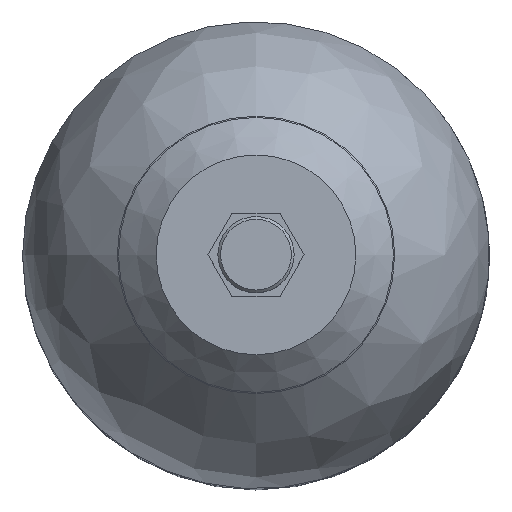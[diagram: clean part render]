
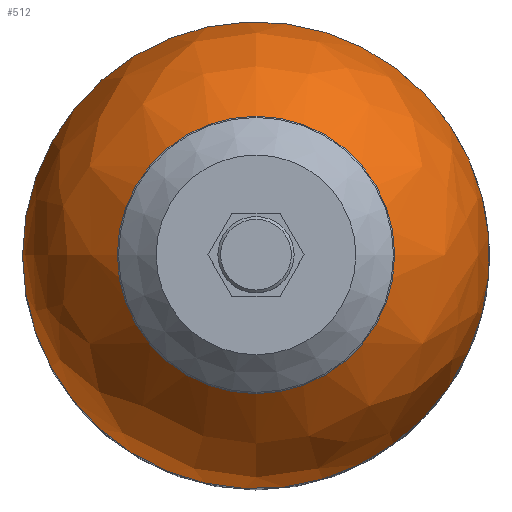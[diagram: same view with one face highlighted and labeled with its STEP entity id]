
A CAD part, top view. The second image highlights one B-rep face of the part: STEP entity #512.
In plain terms, the highlighted free-form (B-spline) face has degree [3, 3] with [4, 7] control points.
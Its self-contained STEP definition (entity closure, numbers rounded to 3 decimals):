
#512 = ADVANCED_FACE( '', ( #1135, #1136 ), #1137, .T. );
#1135 = FACE_OUTER_BOUND( '', #1844, .T. );
#1136 = FACE_OUTER_BOUND( '', #1845, .T. );
#1137 = ( BOUNDED_SURFACE(  )B_SPLINE_SURFACE( 3, 3, ( ( #1848, #1849, #1850, #1851, #1852, #1853, #1854 ), ( #1855, #1856, #1857, #1858, #1859, #1860, #1861 ), ( #1862, #1863, #1864, #1865, #1866, #1867, #1868 ), ( #1869, #1870, #1871, #1872, #1873, #1874, #1875 ) ), .UNSPECIFIED., .F., .T., .F. )B_SPLINE_SURFACE_WITH_KNOTS( ( 4, 4 ), ( 4, 3, 4 ), ( 0., 6.283 ), ( -0.941, -0.471, 0. ), .UNSPECIFIED. )GEOMETRIC_REPRESENTATION_ITEM(  )RATIONAL_B_SPLINE_SURFACE( ( ( 1., 0.333, 0.333, 1., 0.333, 0.333, 1. ), ( 0.928, 0.309, 0.309, 0.928, 0.309, 0.309, 0.928 ), ( 0.928, 0.309, 0.309, 0.928, 0.309, 0.309, 0.928 ), ( 1., 0.333, 0.333, 1., 0.333, 0.333, 1. ) ) )REPRESENTATION_ITEM( '' )SURFACE(  ) );
#1844 = EDGE_LOOP( '', ( #3872 ) );
#1845 = EDGE_LOOP( '', ( #3873 ) );
#1848 = CARTESIAN_POINT( '', ( 0.001, 84.15, 163.909 ) );
#1849 = CARTESIAN_POINT( '', ( 168.301, 84.15, 163.909 ) );
#1850 = CARTESIAN_POINT( '', ( 168.301, -84.15, 163.909 ) );
#1851 = CARTESIAN_POINT( '', ( 0.001, -84.15, 163.909 ) );
#1852 = CARTESIAN_POINT( '', ( -168.299, -84.15, 163.909 ) );
#1853 = CARTESIAN_POINT( '', ( -168.299, 84.15, 163.909 ) );
#1854 = CARTESIAN_POINT( '', ( 0.001, 84.15, 163.909 ) );
#1855 = CARTESIAN_POINT( '', ( 0.001, 84.15, 191.328 ) );
#1856 = CARTESIAN_POINT( '', ( 168.301, 84.15, 191.328 ) );
#1857 = CARTESIAN_POINT( '', ( 168.301, -84.15, 191.328 ) );
#1858 = CARTESIAN_POINT( '', ( 0.001, -84.15, 191.328 ) );
#1859 = CARTESIAN_POINT( '', ( -168.299, -84.15, 191.328 ) );
#1860 = CARTESIAN_POINT( '', ( -168.299, 84.15, 191.328 ) );
#1861 = CARTESIAN_POINT( '', ( 0.001, 84.15, 191.328 ) );
#1862 = CARTESIAN_POINT( '', ( 0.001, 71.719, 215.769 ) );
#1863 = CARTESIAN_POINT( '', ( 143.439, 71.719, 215.769 ) );
#1864 = CARTESIAN_POINT( '', ( 143.439, -71.719, 215.769 ) );
#1865 = CARTESIAN_POINT( '', ( 0.001, -71.719, 215.769 ) );
#1866 = CARTESIAN_POINT( '', ( -143.437, -71.719, 215.769 ) );
#1867 = CARTESIAN_POINT( '', ( -143.437, 71.719, 215.769 ) );
#1868 = CARTESIAN_POINT( '', ( 0.001, 71.719, 215.769 ) );
#1869 = CARTESIAN_POINT( '', ( 0.001, 49.559, 231.917 ) );
#1870 = CARTESIAN_POINT( '', ( 99.119, 49.559, 231.917 ) );
#1871 = CARTESIAN_POINT( '', ( 99.119, -49.559, 231.917 ) );
#1872 = CARTESIAN_POINT( '', ( 0.001, -49.559, 231.917 ) );
#1873 = CARTESIAN_POINT( '', ( -99.116, -49.559, 231.917 ) );
#1874 = CARTESIAN_POINT( '', ( -99.116, 49.559, 231.917 ) );
#1875 = CARTESIAN_POINT( '', ( 0.001, 49.559, 231.917 ) );
#3872 = ORIENTED_EDGE( '', *, *, #5055, .T. );
#3873 = ORIENTED_EDGE( '', *, *, #4747, .F. );
#4747 = EDGE_CURVE( '', #5569, #5569, #5570, .T. );
#5055 = EDGE_CURVE( '', #6013, #6013, #6014, .T. );
#5569 = VERTEX_POINT( '', #7885 );
#5570 = B_SPLINE_CURVE_WITH_KNOTS( '', 3, ( #7886, #7887, #7888, #7889, #7890, #7891, #7892, #7893, #7894, #7895, #7896, #7897, #7898, #7899, #7900, #7901, #7902, #7903, #7904, #7905, #7906, #7907, #7908, #7909, #7910, #7911, #7912, #7913, #7914, #7915, #7916, #7917, #7918, #7919, #7920, #7921, #7922, #7923, #7924, #7925, #7926, #7927, #7928, #7929, #7930, #7931, #7932, #7933, #7934, #7935, #7936, #7937, #7938, #7939, #7940, #7941, #7942, #7943, #7944, #7945, #7946, #7947, #7948, #7949, #7950, #7951 ), .UNSPECIFIED., .T., .F., ( 2, 2, 2, 2, 2, 2, 2, 2, 2, 2, 2, 2, 2, 2, 2, 2, 2, 2, 2, 2, 2, 2, 2, 2, 2, 2, 2, 2, 2, 2, 2, 2, 2, 2, 2 ), ( -0.031, 0., 0.031, 0.062, 0.094, 0.125, 0.156, 0.188, 0.219, 0.25, 0.281, 0.313, 0.344, 0.375, 0.406, 0.438, 0.469, 0.5, 0.531, 0.562, 0.594, 0.625, 0.656, 0.688, 0.719, 0.75, 0.781, 0.813, 0.844, 0.875, 0.906, 0.938, 0.969, 1., 1.031 ), .UNSPECIFIED. );
#6013 = VERTEX_POINT( '', #9196 );
#6014 = CIRCLE( '', #9197, 49.559 );
#7885 = CARTESIAN_POINT( '', ( -84.149, 0., 163.909 ) );
#7886 = CARTESIAN_POINT( '', ( -84.149, -5.508, 163.909 ) );
#7887 = CARTESIAN_POINT( '', ( -84.149, 5.508, 163.909 ) );
#7888 = CARTESIAN_POINT( '', ( -83.606, 11.015, 163.909 ) );
#7889 = CARTESIAN_POINT( '', ( -81.457, 21.819, 163.909 ) );
#7890 = CARTESIAN_POINT( '', ( -79.851, 27.114, 163.909 ) );
#7891 = CARTESIAN_POINT( '', ( -75.635, 37.291, 163.909 ) );
#7892 = CARTESIAN_POINT( '', ( -73.027, 42.172, 163.909 ) );
#7893 = CARTESIAN_POINT( '', ( -66.907, 51.331, 163.909 ) );
#7894 = CARTESIAN_POINT( '', ( -63.396, 55.609, 163.909 ) );
#7895 = CARTESIAN_POINT( '', ( -55.607, 63.397, 163.909 ) );
#7896 = CARTESIAN_POINT( '', ( -51.329, 66.908, 163.909 ) );
#7897 = CARTESIAN_POINT( '', ( -42.17, 73.028, 163.909 ) );
#7898 = CARTESIAN_POINT( '', ( -37.29, 75.637, 163.909 ) );
#7899 = CARTESIAN_POINT( '', ( -27.113, 79.852, 163.909 ) );
#7900 = CARTESIAN_POINT( '', ( -21.817, 81.459, 163.909 ) );
#7901 = CARTESIAN_POINT( '', ( -11.014, 83.607, 163.909 ) );
#7902 = CARTESIAN_POINT( '', ( -5.506, 84.15, 163.909 ) );
#7903 = CARTESIAN_POINT( '', ( 5.509, 84.15, 163.909 ) );
#7904 = CARTESIAN_POINT( '', ( 11.016, 83.607, 163.909 ) );
#7905 = CARTESIAN_POINT( '', ( 21.82, 81.459, 163.909 ) );
#7906 = CARTESIAN_POINT( '', ( 27.116, 79.852, 163.909 ) );
#7907 = CARTESIAN_POINT( '', ( 37.293, 75.637, 163.909 ) );
#7908 = CARTESIAN_POINT( '', ( 42.173, 73.028, 163.909 ) );
#7909 = CARTESIAN_POINT( '', ( 51.332, 66.908, 163.909 ) );
#7910 = CARTESIAN_POINT( '', ( 55.61, 63.397, 163.909 ) );
#7911 = CARTESIAN_POINT( '', ( 63.399, 55.609, 163.909 ) );
#7912 = CARTESIAN_POINT( '', ( 66.91, 51.331, 163.909 ) );
#7913 = CARTESIAN_POINT( '', ( 73.029, 42.172, 163.909 ) );
#7914 = CARTESIAN_POINT( '', ( 75.638, 37.291, 163.909 ) );
#7915 = CARTESIAN_POINT( '', ( 79.853, 27.114, 163.909 ) );
#7916 = CARTESIAN_POINT( '', ( 81.46, 21.819, 163.909 ) );
#7917 = CARTESIAN_POINT( '', ( 83.609, 11.015, 163.909 ) );
#7918 = CARTESIAN_POINT( '', ( 84.151, 5.508, 163.909 ) );
#7919 = CARTESIAN_POINT( '', ( 84.151, -5.508, 163.909 ) );
#7920 = CARTESIAN_POINT( '', ( 83.609, -11.015, 163.909 ) );
#7921 = CARTESIAN_POINT( '', ( 81.46, -21.819, 163.909 ) );
#7922 = CARTESIAN_POINT( '', ( 79.853, -27.114, 163.909 ) );
#7923 = CARTESIAN_POINT( '', ( 75.638, -37.291, 163.909 ) );
#7924 = CARTESIAN_POINT( '', ( 73.029, -42.172, 163.909 ) );
#7925 = CARTESIAN_POINT( '', ( 66.91, -51.331, 163.909 ) );
#7926 = CARTESIAN_POINT( '', ( 63.399, -55.609, 163.909 ) );
#7927 = CARTESIAN_POINT( '', ( 55.61, -63.397, 163.909 ) );
#7928 = CARTESIAN_POINT( '', ( 51.332, -66.908, 163.909 ) );
#7929 = CARTESIAN_POINT( '', ( 42.173, -73.028, 163.909 ) );
#7930 = CARTESIAN_POINT( '', ( 37.293, -75.637, 163.909 ) );
#7931 = CARTESIAN_POINT( '', ( 27.116, -79.852, 163.909 ) );
#7932 = CARTESIAN_POINT( '', ( 21.82, -81.459, 163.909 ) );
#7933 = CARTESIAN_POINT( '', ( 11.016, -83.607, 163.909 ) );
#7934 = CARTESIAN_POINT( '', ( 5.509, -84.15, 163.909 ) );
#7935 = CARTESIAN_POINT( '', ( -5.506, -84.15, 163.909 ) );
#7936 = CARTESIAN_POINT( '', ( -11.014, -83.607, 163.909 ) );
#7937 = CARTESIAN_POINT( '', ( -21.817, -81.459, 163.909 ) );
#7938 = CARTESIAN_POINT( '', ( -27.113, -79.852, 163.909 ) );
#7939 = CARTESIAN_POINT( '', ( -37.29, -75.637, 163.909 ) );
#7940 = CARTESIAN_POINT( '', ( -42.17, -73.028, 163.909 ) );
#7941 = CARTESIAN_POINT( '', ( -51.329, -66.908, 163.909 ) );
#7942 = CARTESIAN_POINT( '', ( -55.607, -63.397, 163.909 ) );
#7943 = CARTESIAN_POINT( '', ( -63.396, -55.609, 163.909 ) );
#7944 = CARTESIAN_POINT( '', ( -66.907, -51.331, 163.909 ) );
#7945 = CARTESIAN_POINT( '', ( -73.027, -42.172, 163.909 ) );
#7946 = CARTESIAN_POINT( '', ( -75.635, -37.291, 163.909 ) );
#7947 = CARTESIAN_POINT( '', ( -79.851, -27.114, 163.909 ) );
#7948 = CARTESIAN_POINT( '', ( -81.457, -21.819, 163.909 ) );
#7949 = CARTESIAN_POINT( '', ( -83.606, -11.015, 163.909 ) );
#7950 = CARTESIAN_POINT( '', ( -84.149, -5.508, 163.909 ) );
#7951 = CARTESIAN_POINT( '', ( -84.149, 5.508, 163.909 ) );
#9196 = CARTESIAN_POINT( '', ( -49.558, 0., 231.917 ) );
#9197 = AXIS2_PLACEMENT_3D( '', #10235, #10236, #10237 );
#10235 = CARTESIAN_POINT( '', ( 0.001, 0., 231.917 ) );
#10236 = DIRECTION( '', ( 0., 0., -1. ) );
#10237 = DIRECTION( '', ( -1., 0., 0. ) );
